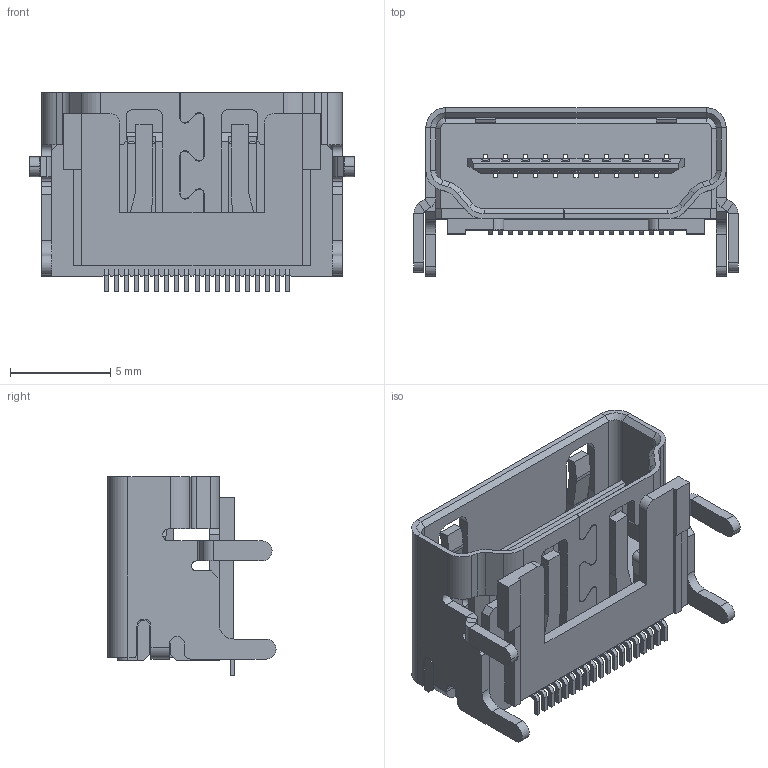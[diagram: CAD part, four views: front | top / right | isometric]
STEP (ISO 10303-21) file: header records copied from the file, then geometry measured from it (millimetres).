
FILE_DESCRIPTION (( 'STEP AP214' ), '1' );
FILE_NAME ('10029449-001RLF.STEP', '2020-04-11T05:50:01', ( '' ), ( '' ), 'SwSTEP 2.0', 'SolidWorks 2017', '' );
FILE_SCHEMA (( 'AUTOMOTIVE_DESIGN' ));
Length unit declared in the file: millimetre
Products named in the file (1): 10029449-001RLF
Bounding box: 16.2 x 8.4 x 9.9 mm (x, y, z)
Volume: 338.9 mm3; surface area: 1427.8 mm2
Topology: 21 solids, 21 shells, 1227 faces, 3293 edges, 2090 vertices
Faces by surface type: plane 1013, cylinder 204, cone 10
Entity records: 37815 total; most frequent: CARTESIAN_POINT 6611, ORIENTED_EDGE 6586, DIRECTION 6167, EDGE_CURVE 3293, VECTOR 2875, LINE 2875, VERTEX_POINT 2090, AXIS2_PLACEMENT_3D 1646
